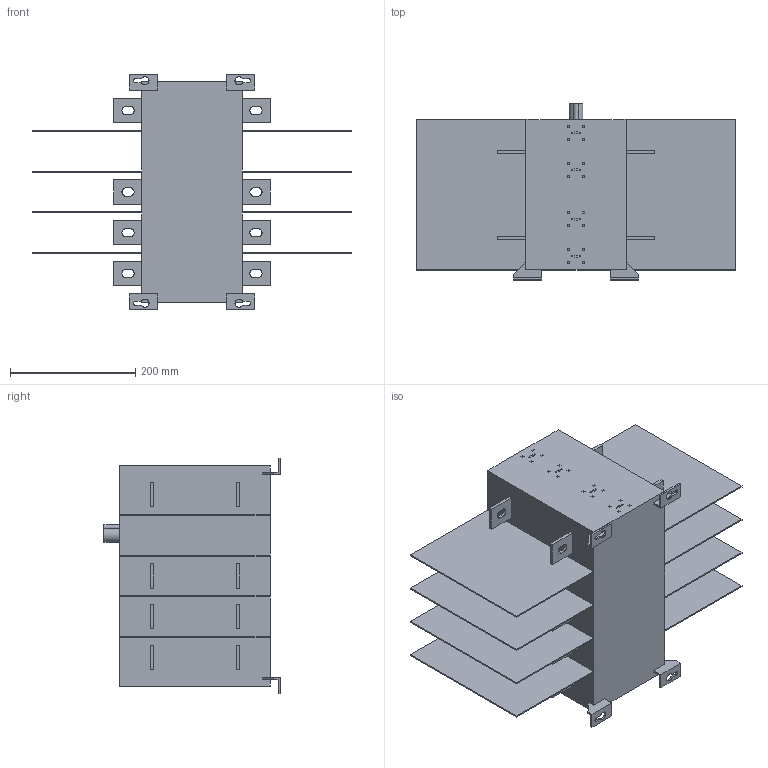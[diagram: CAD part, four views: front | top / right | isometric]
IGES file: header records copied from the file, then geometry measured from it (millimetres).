
Global section: file name: OT600U13C.igs; preprocessor: I-DEAS 3D IGES Translator 11; date: 20110427.092509; units: millimetre
Bounding box: 509 x 281 x 376 mm (x, y, z)
Volume: 14300085.7 mm3; surface area: 1114448 mm2
Topology: 1 solids, 1 shells, 550 faces, 1545 edges, 1200 vertices
Faces by surface type: bspline 550
